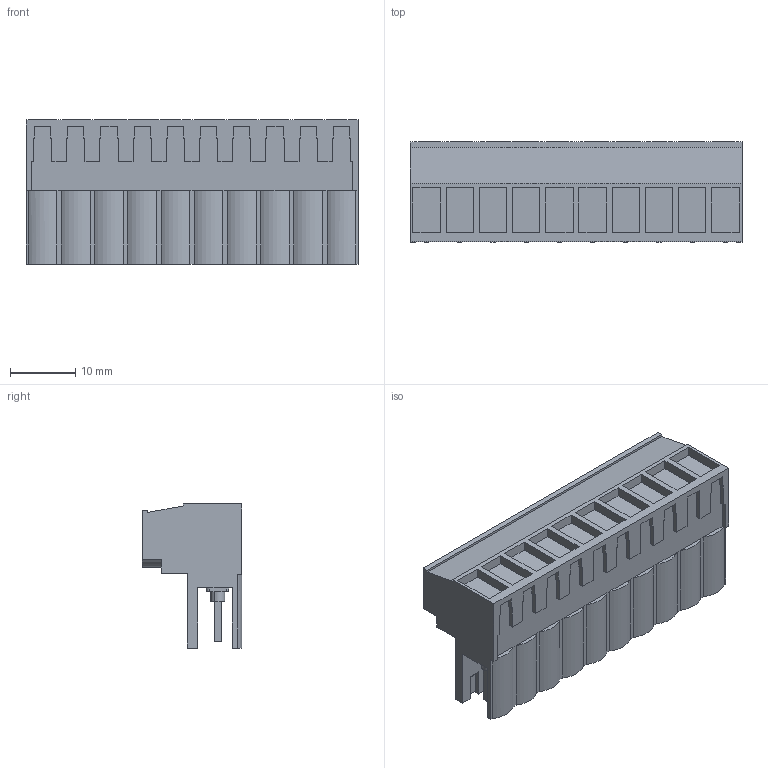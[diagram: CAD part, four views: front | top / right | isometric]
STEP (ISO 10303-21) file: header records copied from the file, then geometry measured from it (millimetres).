
FILE_DESCRIPTION(('CATIA V5 STEP','CAx-IF Rec.Pracs.--- Model Styling and Organization---1.2---2011-12-15'),'2;1');
FILE_NAME ('D1453754_0_1627170000_1627170000.stp','2017-06-01T06:32:33+00:00',('none'),('Weidmueller'),'CATIA Version 5-6 Release 2014','CATIA V5 STEP AP214','none');
FILE_SCHEMA(('AUTOMOTIVE_DESIGN { 1 0 10303 214 1 1 1 1 }'));
Length unit declared in the file: millimetre
Products named in the file (1): 1627170000
Bounding box: 50.8 x 15.3 x 22.05 mm (x, y, z)
Volume: 8662 mm3; surface area: 7477.9 mm2
Topology: 21 solids, 21 shells, 699 faces, 1901 edges, 1284 vertices
Faces by surface type: plane 529, cylinder 130, extrusion 40
Entity records: 21399 total; most frequent: CARTESIAN_POINT 4916, ORIENTED_EDGE 3802, DIRECTION 2601, EDGE_CURVE 1901, VECTOR 1559, LINE 1519, VERTEX_POINT 1284, EDGE_LOOP 759
